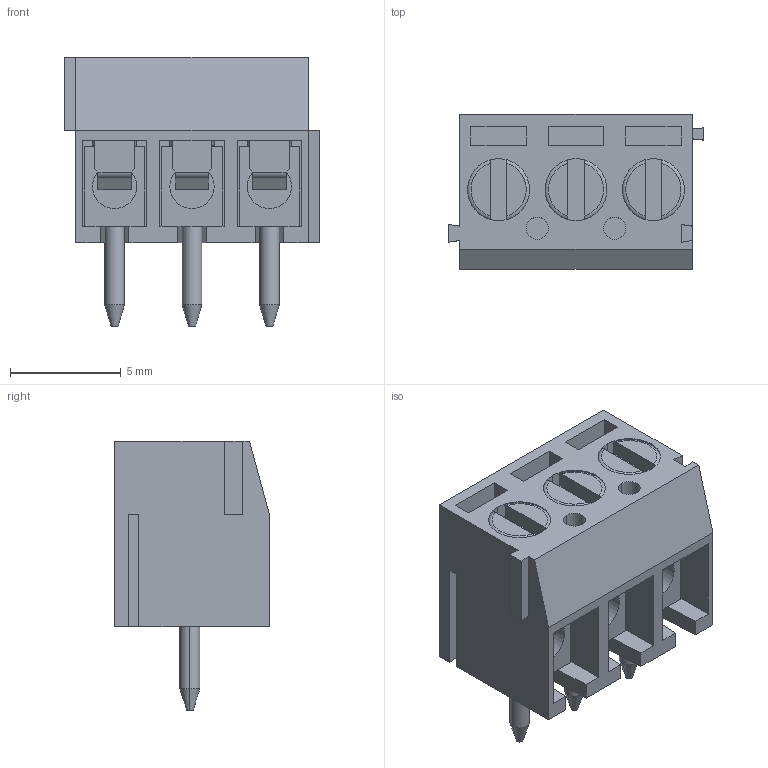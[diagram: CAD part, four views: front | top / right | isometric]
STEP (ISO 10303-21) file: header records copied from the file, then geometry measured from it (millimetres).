
FILE_DESCRIPTION(('FreeCAD Model'),'2;1');
FILE_NAME('Open CASCADE Shape Model','2022-06-16T15:23:56',( 'kicad StepUp'),('ksu MCAD'),'Open CASCADE STEP processor 7.5', 'FreeCAD','Unknown');
FILE_SCHEMA(('AUTOMOTIVE_DESIGN { 1 0 10303 214 1 1 1 1 }'));
Length unit declared in the file: millimetre
Products named in the file (11): 691103110003_1; SOLID; SOLID001; SOLID002; SOLID003; SOLID004; SOLID005; SOLID006; SOLID007; SOLID008; SOLID009
Assembly tree (10 placements, depth 2):
  691103110003_1
    SOLID
    SOLID001
    SOLID002
    SOLID003
    SOLID004
    SOLID005
    SOLID006
    SOLID007
    SOLID008
    SOLID009
Bounding box: 11.5 x 7 x 12.2 mm (x, y, z)
Volume: 417.1 mm3; surface area: 1406.6 mm2
Topology: 10 solids, 10 shells, 338 faces, 877 edges, 570 vertices
Faces by surface type: plane 196, cylinder 106, cone 24, torus 12
Entity records: 11508 total; most frequent: CARTESIAN_POINT 1982, DIRECTION 1833, ORIENTED_EDGE 1754, EDGE_CURVE 877, AXIS2_PLACEMENT_3D 631, LINE 571, VECTOR 571, VERTEX_POINT 570
